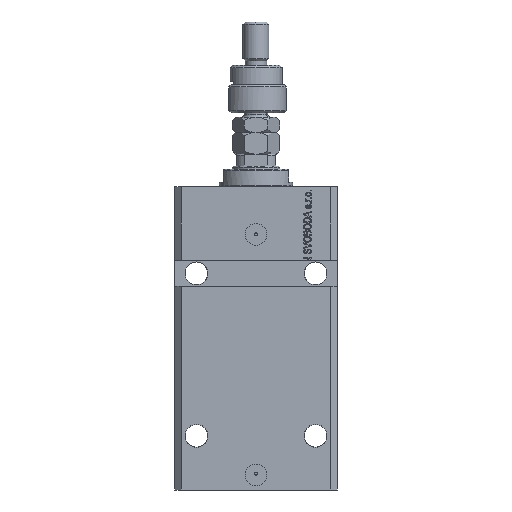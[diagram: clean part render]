
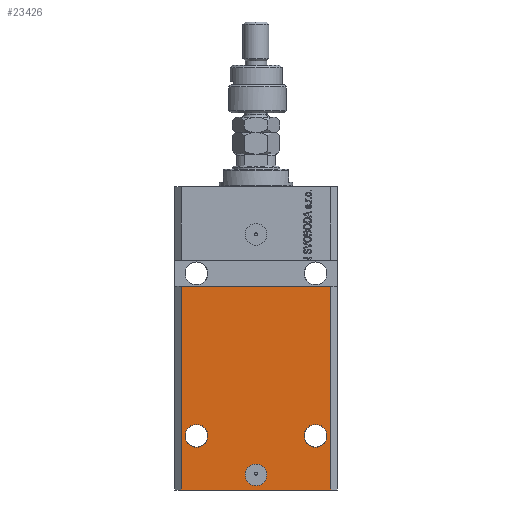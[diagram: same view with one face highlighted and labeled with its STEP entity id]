
A CAD part, front view. The second image highlights one B-rep face of the part: STEP entity #23426.
In plain terms, the highlighted planar face has unit normal (0, -1, 0).
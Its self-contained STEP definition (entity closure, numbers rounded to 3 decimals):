
#1352 = ORIENTED_EDGE ( 'NONE', *, *, #38300, .F. ) ;
#1442 = DIRECTION ( 'NONE',  ( 1., 0., 0. ) ) ;
#1500 = AXIS2_PLACEMENT_3D ( 'NONE', #27551, #42407, #16747 ) ;
#1807 = AXIS2_PLACEMENT_3D ( 'NONE', #3022, #42825, #14272 ) ;
#1981 = EDGE_CURVE ( 'NONE', #3049, #13546, #31320, .T. ) ;
#3022 = CARTESIAN_POINT ( 'NONE',  ( 0., -27.5, -133. ) ) ;
#3049 = VERTEX_POINT ( 'NONE', #23816 ) ;
#4926 = VECTOR ( 'NONE', #37244, 1000. ) ;
#5044 = LINE ( 'NONE', #19671, #12996 ) ;
#5080 = CARTESIAN_POINT ( 'NONE',  ( 27.5, -27.5, -115. ) ) ;
#5653 = CIRCLE ( 'NONE', #43176, 5.25 ) ;
#5726 = ORIENTED_EDGE ( 'NONE', *, *, #7286, .F. ) ;
#5910 = AXIS2_PLACEMENT_3D ( 'NONE', #25791, #40401, #28908 ) ;
#6046 = DIRECTION ( 'NONE',  ( -1., 0., 0. ) ) ;
#6268 = LINE ( 'NONE', #21610, #18488 ) ;
#6338 = FACE_OUTER_BOUND ( 'NONE', #37422, .T. ) ;
#6749 = CARTESIAN_POINT ( 'NONE',  ( -32.75, -27.5, -115. ) ) ;
#6853 = CIRCLE ( 'NONE', #1500, 5.25 ) ;
#7286 = EDGE_CURVE ( 'NONE', #20573, #43147, #6853, .T. ) ;
#7749 = LINE ( 'NONE', #19025, #4926 ) ;
#8834 = ORIENTED_EDGE ( 'NONE', *, *, #15565, .F. ) ;
#10031 = CIRCLE ( 'NONE', #27636, 5.25 ) ;
#10105 = DIRECTION ( 'NONE',  ( 0., 0., 1. ) ) ;
#10461 = EDGE_CURVE ( 'NONE', #24400, #13600, #6268, .T. ) ;
#12827 = CIRCLE ( 'NONE', #5910, 5.25 ) ;
#12996 = VECTOR ( 'NONE', #1442, 1000. ) ;
#13063 = FACE_BOUND ( 'NONE', #46147, .T. ) ;
#13306 = FACE_BOUND ( 'NONE', #38326, .T. ) ;
#13546 = VERTEX_POINT ( 'NONE', #43281 ) ;
#13600 = VERTEX_POINT ( 'NONE', #14493 ) ;
#13840 = EDGE_CURVE ( 'NONE', #43147, #20573, #5653, .T. ) ;
#14272 = DIRECTION ( 'NONE',  ( 1., 0., 0. ) ) ;
#14493 = CARTESIAN_POINT ( 'NONE',  ( 34.5, -27.5, -46. ) ) ;
#14964 = CARTESIAN_POINT ( 'NONE',  ( -22.25, -27.5, -115. ) ) ;
#15565 = EDGE_CURVE ( 'NONE', #26408, #21612, #47237, .T. ) ;
#15969 = ORIENTED_EDGE ( 'NONE', *, *, #16115, .F. ) ;
#16115 = EDGE_CURVE ( 'NONE', #20320, #24606, #12827, .T. ) ;
#16747 = DIRECTION ( 'NONE',  ( 1., 0., 0. ) ) ;
#18488 = VECTOR ( 'NONE', #10105, 1000. ) ;
#19025 = CARTESIAN_POINT ( 'NONE',  ( -34.5, -27.5, -140. ) ) ;
#19671 = CARTESIAN_POINT ( 'NONE',  ( -37.5, -27.5, -46. ) ) ;
#20179 = DIRECTION ( 'NONE',  ( 1., 0., 0. ) ) ;
#20270 = CARTESIAN_POINT ( 'NONE',  ( -34.5, -27.5, -140. ) ) ;
#20320 = VERTEX_POINT ( 'NONE', #6749 ) ;
#20573 = VERTEX_POINT ( 'NONE', #33850 ) ;
#21224 = VECTOR ( 'NONE', #36443, 1000. ) ;
#21610 = CARTESIAN_POINT ( 'NONE',  ( 34.5, -27.5, -140. ) ) ;
#21612 = VERTEX_POINT ( 'NONE', #22474 ) ;
#22474 = CARTESIAN_POINT ( 'NONE',  ( -34.5, -27.5, -46. ) ) ;
#23426 = ADVANCED_FACE ( 'NONE', ( #35830, #13063, #13306, #6338 ), #31297, .T. ) ;
#23439 = CARTESIAN_POINT ( 'NONE',  ( -34.5, -27.5, -140. ) ) ;
#23623 = ORIENTED_EDGE ( 'NONE', *, *, #39535, .T. ) ;
#23816 = CARTESIAN_POINT ( 'NONE',  ( -5., -27.5, -133. ) ) ;
#23873 = DIRECTION ( 'NONE',  ( 0., 0., -1. ) ) ;
#24400 = VERTEX_POINT ( 'NONE', #29183 ) ;
#24606 = VERTEX_POINT ( 'NONE', #14964 ) ;
#24692 = DIRECTION ( 'NONE',  ( 0., -1., 0. ) ) ;
#25001 = EDGE_CURVE ( 'NONE', #21612, #13600, #5044, .T. ) ;
#25670 = CARTESIAN_POINT ( 'NONE',  ( -34.5, -27.5, -140. ) ) ;
#25791 = CARTESIAN_POINT ( 'NONE',  ( -27.5, -27.5, -115. ) ) ;
#26408 = VERTEX_POINT ( 'NONE', #23439 ) ;
#27551 = CARTESIAN_POINT ( 'NONE',  ( 27.5, -27.5, -115. ) ) ;
#27636 = AXIS2_PLACEMENT_3D ( 'NONE', #43450, #28121, #6046 ) ;
#28121 = DIRECTION ( 'NONE',  ( 0., -1., 0. ) ) ;
#28523 = DIRECTION ( 'NONE',  ( 1., 0., 0. ) ) ;
#28908 = DIRECTION ( 'NONE',  ( -1., 0., 0. ) ) ;
#28921 = AXIS2_PLACEMENT_3D ( 'NONE', #35696, #24692, #28523 ) ;
#29183 = CARTESIAN_POINT ( 'NONE',  ( 34.5, -27.5, -140. ) ) ;
#29458 = ORIENTED_EDGE ( 'NONE', *, *, #1981, .F. ) ;
#31297 = PLANE ( 'NONE',  #44438 ) ;
#31320 = CIRCLE ( 'NONE', #28921, 5. ) ;
#31559 = ORIENTED_EDGE ( 'NONE', *, *, #13840, .F. ) ;
#33850 = CARTESIAN_POINT ( 'NONE',  ( 32.75, -27.5, -115. ) ) ;
#35047 = ORIENTED_EDGE ( 'NONE', *, *, #10461, .T. ) ;
#35696 = CARTESIAN_POINT ( 'NONE',  ( 0., -27.5, -133. ) ) ;
#35821 = ORIENTED_EDGE ( 'NONE', *, *, #25001, .F. ) ;
#35830 = FACE_BOUND ( 'NONE', #40790, .T. ) ;
#36443 = DIRECTION ( 'NONE',  ( 0., 0., 1. ) ) ;
#37244 = DIRECTION ( 'NONE',  ( 1., 0., 0. ) ) ;
#37422 = EDGE_LOOP ( 'NONE', ( #35821, #8834, #23623, #35047 ) ) ;
#38300 = EDGE_CURVE ( 'NONE', #13546, #3049, #38564, .T. ) ;
#38326 = EDGE_LOOP ( 'NONE', ( #43365, #15969 ) ) ;
#38564 = CIRCLE ( 'NONE', #1807, 5. ) ;
#39535 = EDGE_CURVE ( 'NONE', #26408, #24400, #7749, .T. ) ;
#40401 = DIRECTION ( 'NONE',  ( 0., -1., 0. ) ) ;
#40790 = EDGE_LOOP ( 'NONE', ( #1352, #29458 ) ) ;
#42407 = DIRECTION ( 'NONE',  ( 0., -1., 0. ) ) ;
#42825 = DIRECTION ( 'NONE',  ( 0., -1., 0. ) ) ;
#43147 = VERTEX_POINT ( 'NONE', #43952 ) ;
#43176 = AXIS2_PLACEMENT_3D ( 'NONE', #5080, #44887, #20179 ) ;
#43281 = CARTESIAN_POINT ( 'NONE',  ( 5., -27.5, -133. ) ) ;
#43365 = ORIENTED_EDGE ( 'NONE', *, *, #44811, .F. ) ;
#43450 = CARTESIAN_POINT ( 'NONE',  ( -27.5, -27.5, -115. ) ) ;
#43952 = CARTESIAN_POINT ( 'NONE',  ( 22.25, -27.5, -115. ) ) ;
#44438 = AXIS2_PLACEMENT_3D ( 'NONE', #20270, #45910, #23873 ) ;
#44811 = EDGE_CURVE ( 'NONE', #24606, #20320, #10031, .T. ) ;
#44887 = DIRECTION ( 'NONE',  ( 0., -1., 0. ) ) ;
#45910 = DIRECTION ( 'NONE',  ( 0., -1., 0. ) ) ;
#46147 = EDGE_LOOP ( 'NONE', ( #5726, #31559 ) ) ;
#47237 = LINE ( 'NONE', #25670, #21224 ) ;
